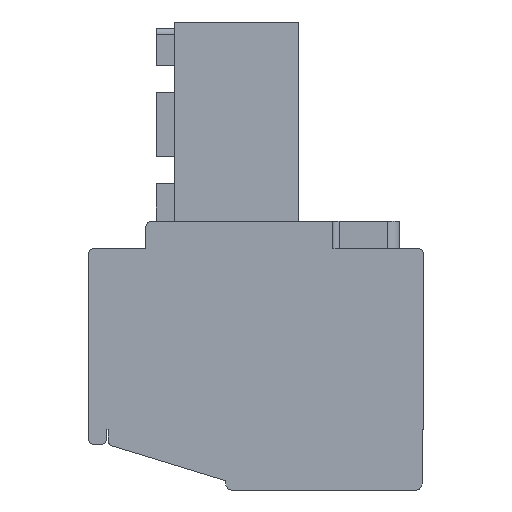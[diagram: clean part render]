
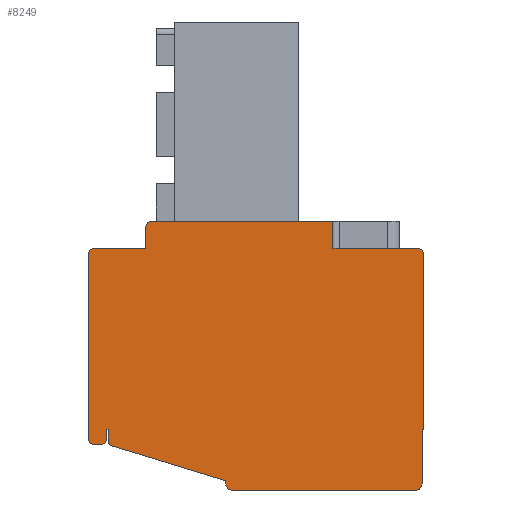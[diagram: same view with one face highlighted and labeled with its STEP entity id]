
A CAD part, left-side view. The second image highlights one B-rep face of the part: STEP entity #8249.
In plain terms, the highlighted planar face has unit normal (-1, 0, 0).
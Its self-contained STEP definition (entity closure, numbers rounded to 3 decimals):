
#72=CARTESIAN_POINT('',(-10.5,2.7,-6.8));
#73=DIRECTION('',(1.,0.,0.));
#74=DIRECTION('',(0.,1.,0.));
#75=AXIS2_PLACEMENT_3D('',#72,#73,#74);
#77=DIRECTION('',(0.,-1.,0.));
#78=VECTOR('',#77,6.);
#79=CARTESIAN_POINT('',(-10.5,2.7,-6.6));
#80=LINE('',#79,#78);
#81=DIRECTION('',(0.,0.,-1.));
#82=VECTOR('',#81,0.9);
#83=CARTESIAN_POINT('',(-10.5,-3.3,-6.6));
#84=LINE('',#83,#82);
#85=DIRECTION('',(0.,-1.,0.));
#86=VECTOR('',#85,2.8);
#87=CARTESIAN_POINT('',(-10.5,-3.3,-7.5));
#88=LINE('',#87,#86);
#89=CARTESIAN_POINT('',(-10.5,-6.1,-7.7));
#90=DIRECTION('',(1.,0.,0.));
#91=DIRECTION('',(0.,0.,1.));
#92=AXIS2_PLACEMENT_3D('',#89,#90,#91);
#94=DIRECTION('',(0.,0.,-1.));
#95=VECTOR('',#94,5.8);
#96=CARTESIAN_POINT('',(-10.5,-6.3,-7.7));
#97=LINE('',#96,#95);
#98=DIRECTION('',(0.,1.,0.));
#99=VECTOR('',#98,0.05);
#100=CARTESIAN_POINT('',(-10.5,-6.3,-13.5));
#101=LINE('',#100,#99);
#102=DIRECTION('',(0.,0.,-1.));
#103=VECTOR('',#102,1.8);
#104=CARTESIAN_POINT('',(-10.5,-6.25,-13.5));
#105=LINE('',#104,#103);
#106=CARTESIAN_POINT('',(-10.5,-6.05,-15.3));
#107=DIRECTION('',(1.,0.,0.));
#108=DIRECTION('',(0.,-1.,0.));
#109=AXIS2_PLACEMENT_3D('',#106,#107,#108);
#111=DIRECTION('',(0.,1.,0.));
#112=VECTOR('',#111,6.1);
#113=CARTESIAN_POINT('',(-10.5,-6.05,-15.5));
#114=LINE('',#113,#112);
#115=CARTESIAN_POINT('',(-10.5,0.05,-15.3));
#116=DIRECTION('',(1.,0.,0.));
#117=DIRECTION('',(0.,0.,-1.));
#118=AXIS2_PLACEMENT_3D('',#115,#116,#117);
#120=DIRECTION('',(0.,0.,1.));
#121=VECTOR('',#120,0.108);
#122=CARTESIAN_POINT('',(-10.5,0.25,-15.3));
#123=LINE('',#122,#121);
#124=DIRECTION('',(0.,0.956,0.292));
#125=VECTOR('',#124,3.93);
#126=CARTESIAN_POINT('',(-10.5,0.25,-15.192));
#127=LINE('',#126,#125);
#128=CARTESIAN_POINT('',(-10.5,3.95,-13.852));
#129=DIRECTION('',(1.,0.,0.));
#130=DIRECTION('',(0.,0.292,-0.956));
#131=AXIS2_PLACEMENT_3D('',#128,#129,#130);
#133=DIRECTION('',(0.,0.,1.));
#134=VECTOR('',#133,0.352);
#135=CARTESIAN_POINT('',(-10.5,4.15,-13.852));
#136=LINE('',#135,#134);
#137=DIRECTION('',(0.,1.,0.));
#138=VECTOR('',#137,0.05);
#139=CARTESIAN_POINT('',(-10.5,4.15,-13.5));
#140=LINE('',#139,#138);
#141=DIRECTION('',(0.,0.,-1.));
#142=VECTOR('',#141,0.3);
#143=CARTESIAN_POINT('',(-10.5,4.2,-13.5));
#144=LINE('',#143,#142);
#145=CARTESIAN_POINT('',(-10.5,4.4,-13.8));
#146=DIRECTION('',(1.,0.,0.));
#147=DIRECTION('',(0.,-1.,0.));
#148=AXIS2_PLACEMENT_3D('',#145,#146,#147);
#150=DIRECTION('',(0.,1.,0.));
#151=VECTOR('',#150,0.2);
#152=CARTESIAN_POINT('',(-10.5,4.4,-14.));
#153=LINE('',#152,#151);
#154=CARTESIAN_POINT('',(-10.5,4.6,-13.8));
#155=DIRECTION('',(1.,0.,0.));
#156=DIRECTION('',(0.,0.,-1.));
#157=AXIS2_PLACEMENT_3D('',#154,#155,#156);
#163=CARTESIAN_POINT('',(-10.5,4.6,-7.7));
#164=DIRECTION('',(-1.,0.,0.));
#165=DIRECTION('',(0.,0.,1.));
#166=AXIS2_PLACEMENT_3D('',#163,#164,#165);
#177=DIRECTION('',(0.,1.,0.));
#178=VECTOR('',#177,1.7);
#179=CARTESIAN_POINT('',(-10.5,2.9,-7.5));
#180=LINE('',#179,#178);
#287=DIRECTION('',(0.,0.,-1.));
#288=VECTOR('',#287,6.1);
#289=CARTESIAN_POINT('',(-10.5,4.8,-7.7));
#290=LINE('',#289,#288);
#3945=DIRECTION('',(0.,0.,-1.));
#3946=VECTOR('',#3945,0.7);
#3947=CARTESIAN_POINT('',(-10.5,2.9,-6.8));
#3948=LINE('',#3947,#3946);
#6572=CARTESIAN_POINT('',(-10.5,-6.3,-13.5));
#6573=CARTESIAN_POINT('',(-10.5,-6.25,-13.5));
#6574=VERTEX_POINT('',#6572);
#6575=VERTEX_POINT('',#6573);
#6576=CARTESIAN_POINT('',(-10.5,4.2,-13.5));
#6577=CARTESIAN_POINT('',(-10.5,4.2,-13.8));
#6578=VERTEX_POINT('',#6576);
#6579=VERTEX_POINT('',#6577);
#6580=CARTESIAN_POINT('',(-10.5,4.4,-14.));
#6581=CARTESIAN_POINT('',(-10.5,4.6,-14.));
#6582=VERTEX_POINT('',#6580);
#6583=VERTEX_POINT('',#6581);
#6584=CARTESIAN_POINT('',(-10.5,2.7,-6.6));
#6585=CARTESIAN_POINT('',(-10.5,-3.3,-6.6));
#6586=VERTEX_POINT('',#6584);
#6587=VERTEX_POINT('',#6585);
#6588=CARTESIAN_POINT('',(-10.5,-3.3,-7.5));
#6589=VERTEX_POINT('',#6588);
#6590=CARTESIAN_POINT('',(-10.5,-6.1,-7.5));
#6591=VERTEX_POINT('',#6590);
#6592=CARTESIAN_POINT('',(-10.5,-6.3,-7.7));
#6593=VERTEX_POINT('',#6592);
#6616=CARTESIAN_POINT('',(-10.5,4.8,-13.8));
#6617=VERTEX_POINT('',#6616);
#6618=CARTESIAN_POINT('',(-10.5,-6.25,-15.3));
#6619=VERTEX_POINT('',#6618);
#6620=CARTESIAN_POINT('',(-10.5,-6.05,-15.5));
#6621=VERTEX_POINT('',#6620);
#6622=CARTESIAN_POINT('',(-10.5,0.05,-15.5));
#6623=VERTEX_POINT('',#6622);
#6624=CARTESIAN_POINT('',(-10.5,0.25,-15.3));
#6625=VERTEX_POINT('',#6624);
#6626=CARTESIAN_POINT('',(-10.5,0.25,-15.192));
#6627=VERTEX_POINT('',#6626);
#6628=CARTESIAN_POINT('',(-10.5,4.008,-14.043));
#6629=VERTEX_POINT('',#6628);
#6630=CARTESIAN_POINT('',(-10.5,4.15,-13.852));
#6631=VERTEX_POINT('',#6630);
#6632=CARTESIAN_POINT('',(-10.5,4.15,-13.5));
#6633=VERTEX_POINT('',#6632);
#6652=CARTESIAN_POINT('',(-10.5,2.9,-6.8));
#6653=VERTEX_POINT('',#6652);
#6902=CARTESIAN_POINT('',(-10.5,2.9,-7.5));
#6904=VERTEX_POINT('',#6902);
#6924=CARTESIAN_POINT('',(-10.5,4.6,-7.5));
#6926=VERTEX_POINT('',#6924);
#6928=CARTESIAN_POINT('',(-10.5,4.8,-7.7));
#6929=VERTEX_POINT('',#6928);
#8194=CARTESIAN_POINT('',(-10.5,0.,0.));
#8195=DIRECTION('',(1.,0.,0.));
#8196=DIRECTION('',(0.,0.,-1.));
#8197=AXIS2_PLACEMENT_3D('',#8194,#8195,#8196);
#8198=PLANE('',#8197);
#8200=ORIENTED_EDGE('',*,*,#8199,.F.);
#8202=ORIENTED_EDGE('',*,*,#8201,.F.);
#8204=ORIENTED_EDGE('',*,*,#8203,.F.);
#8206=ORIENTED_EDGE('',*,*,#8205,.T.);
#8208=ORIENTED_EDGE('',*,*,#8207,.T.);
#8210=ORIENTED_EDGE('',*,*,#8209,.T.);
#8212=ORIENTED_EDGE('',*,*,#8211,.T.);
#8214=ORIENTED_EDGE('',*,*,#8213,.T.);
#8216=ORIENTED_EDGE('',*,*,#8215,.T.);
#8218=ORIENTED_EDGE('',*,*,#8217,.T.);
#8220=ORIENTED_EDGE('',*,*,#8219,.T.);
#8222=ORIENTED_EDGE('',*,*,#8221,.T.);
#8224=ORIENTED_EDGE('',*,*,#8223,.T.);
#8226=ORIENTED_EDGE('',*,*,#8225,.T.);
#8228=ORIENTED_EDGE('',*,*,#8227,.T.);
#8230=ORIENTED_EDGE('',*,*,#8229,.T.);
#8232=ORIENTED_EDGE('',*,*,#8231,.T.);
#8234=ORIENTED_EDGE('',*,*,#8233,.T.);
#8236=ORIENTED_EDGE('',*,*,#8235,.T.);
#8238=ORIENTED_EDGE('',*,*,#8237,.T.);
#8240=ORIENTED_EDGE('',*,*,#8239,.T.);
#8242=ORIENTED_EDGE('',*,*,#8241,.T.);
#8244=ORIENTED_EDGE('',*,*,#8243,.T.);
#8246=ORIENTED_EDGE('',*,*,#8245,.F.);
#8247=EDGE_LOOP('',(#8200,#8202,#8204,#8206,#8208,#8210,#8212,#8214,#8216,#8218,
#8220,#8222,#8224,#8226,#8228,#8230,#8232,#8234,#8236,#8238,#8240,#8242,#8244,
#8246));
#8248=FACE_OUTER_BOUND('',#8247,.F.);
#8249=ADVANCED_FACE('',(#8248),#8198,.F.);
#76=CIRCLE('',#75,0.2);
#93=CIRCLE('',#92,0.2);
#110=CIRCLE('',#109,0.2);
#119=CIRCLE('',#118,0.2);
#132=CIRCLE('',#131,0.2);
#149=CIRCLE('',#148,0.2);
#158=CIRCLE('',#157,0.2);
#167=CIRCLE('',#166,0.2);
#8199=EDGE_CURVE('',#6926,#6929,#167,.T.);
#8201=EDGE_CURVE('',#6904,#6926,#180,.T.);
#8203=EDGE_CURVE('',#6653,#6904,#3948,.T.);
#8205=EDGE_CURVE('',#6653,#6586,#76,.T.);
#8207=EDGE_CURVE('',#6586,#6587,#80,.T.);
#8209=EDGE_CURVE('',#6587,#6589,#84,.T.);
#8211=EDGE_CURVE('',#6589,#6591,#88,.T.);
#8213=EDGE_CURVE('',#6591,#6593,#93,.T.);
#8215=EDGE_CURVE('',#6593,#6574,#97,.T.);
#8217=EDGE_CURVE('',#6574,#6575,#101,.T.);
#8219=EDGE_CURVE('',#6575,#6619,#105,.T.);
#8221=EDGE_CURVE('',#6619,#6621,#110,.T.);
#8223=EDGE_CURVE('',#6621,#6623,#114,.T.);
#8225=EDGE_CURVE('',#6623,#6625,#119,.T.);
#8227=EDGE_CURVE('',#6625,#6627,#123,.T.);
#8229=EDGE_CURVE('',#6627,#6629,#127,.T.);
#8231=EDGE_CURVE('',#6629,#6631,#132,.T.);
#8233=EDGE_CURVE('',#6631,#6633,#136,.T.);
#8235=EDGE_CURVE('',#6633,#6578,#140,.T.);
#8237=EDGE_CURVE('',#6578,#6579,#144,.T.);
#8239=EDGE_CURVE('',#6579,#6582,#149,.T.);
#8241=EDGE_CURVE('',#6582,#6583,#153,.T.);
#8243=EDGE_CURVE('',#6583,#6617,#158,.T.);
#8245=EDGE_CURVE('',#6929,#6617,#290,.T.);
